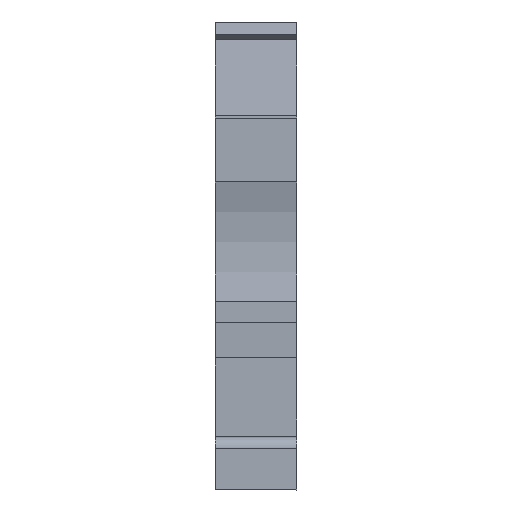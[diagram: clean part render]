
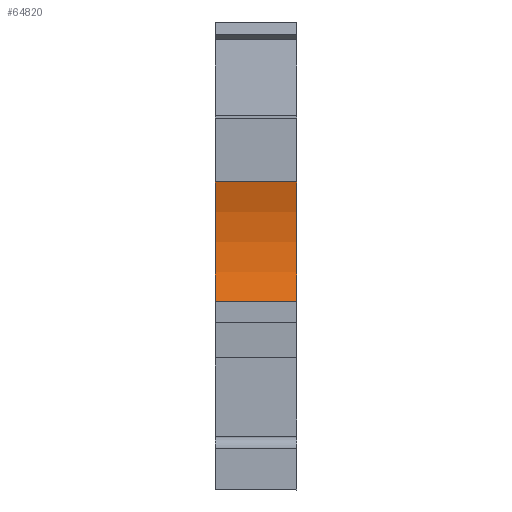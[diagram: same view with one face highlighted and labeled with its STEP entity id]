
A CAD part, front view. The second image highlights one B-rep face of the part: STEP entity #64820.
In plain terms, the highlighted cylindrical face has radius 15 mm (diameter 30 mm), a partial arc.
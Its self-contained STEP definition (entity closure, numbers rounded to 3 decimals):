
#2100=CARTESIAN_POINT('',(-47.2,-1.05,
1.));
#2110=VERTEX_POINT('',#2100);
#2140=CARTESIAN_POINT('',(-61.509,3.45,
1.));
#2150=DIRECTION('',(0.,0.,1.));
#2160=DIRECTION('',(1.,0.,0.));
#2170=AXIS2_PLACEMENT_3D('',#2140,#2150,#2160);
#2180=CIRCLE('',#2170,15.);
#2190=CARTESIAN_POINT('',(-47.2,7.95,
1.));
#2200=VERTEX_POINT('',#2190);
#2210=EDGE_CURVE('',#2110,#2200,#2180,.T.);
#38400=CARTESIAN_POINT('',(-47.2,7.95,
-5.15));
#38410=VERTEX_POINT('',#38400);
#38440=CARTESIAN_POINT('',(-61.509,3.45,
-5.15));
#38450=DIRECTION('',(0.,0.,1.));
#38460=DIRECTION('',(1.,0.,0.));
#38470=AXIS2_PLACEMENT_3D('',#38440,#38450,#38460);
#38480=CIRCLE('',#38470,15.);
#38490=CARTESIAN_POINT('',(-47.2,-1.05,
-5.15));
#38500=VERTEX_POINT('',#38490);
#38510=EDGE_CURVE('',#38500,#38410,#38480,.T.);
#64480=CARTESIAN_POINT('',(-47.2,-1.05,
-5.15));
#64490=DIRECTION('',(0.,0.,1.));
#64500=VECTOR('',#64490,1.);
#64510=LINE('',#64480,#64500);
#64520=EDGE_CURVE('',#38500,#2110,#64510,.T.);
#64660=CARTESIAN_POINT('',(-61.509,3.45,
-5.15));
#64670=DIRECTION('',(0.,0.,1.));
#64680=DIRECTION('',(1.,0.,0.));
#64690=AXIS2_PLACEMENT_3D('',#64660,#64670,#64680);
#64700=CYLINDRICAL_SURFACE('',#64690,15.);
#64710=ORIENTED_EDGE('',*,*,#38510,.F.);
#64720=CARTESIAN_POINT('',(-47.2,7.95,
-5.15));
#64730=DIRECTION('',(0.,0.,1.));
#64740=VECTOR('',#64730,1.);
#64750=LINE('',#64720,#64740);
#64760=EDGE_CURVE('',#38410,#2200,#64750,.T.);
#64770=ORIENTED_EDGE('',*,*,#64760,.F.);
#64780=ORIENTED_EDGE('',*,*,#2210,.T.);
#64790=ORIENTED_EDGE('',*,*,#64520,.T.);
#64800=EDGE_LOOP('',(#64790,#64780,#64770,#64710));
#64810=FACE_OUTER_BOUND('',#64800,.T.);
#64820=ADVANCED_FACE('',(#64810),#64700,.F.);
